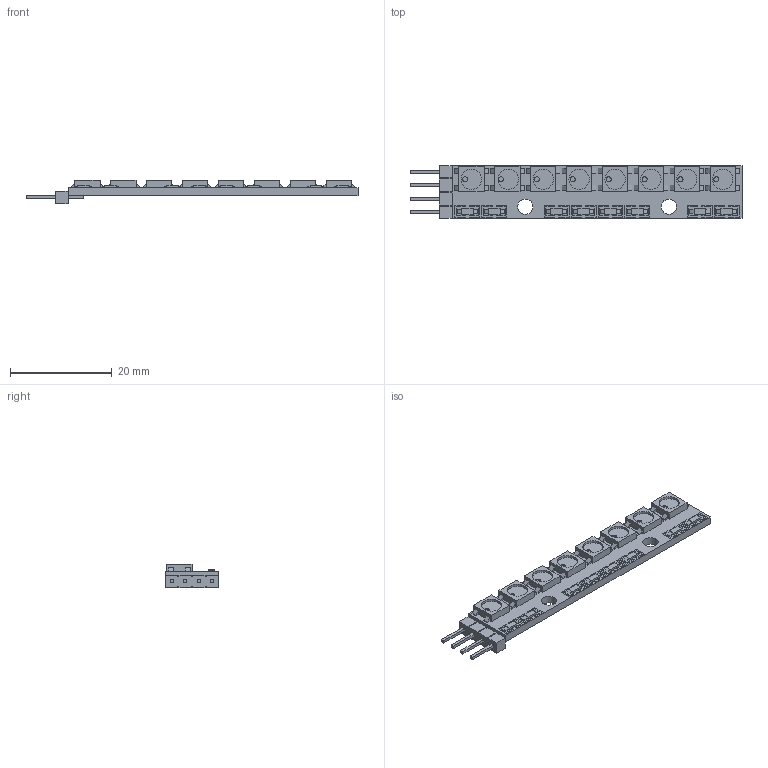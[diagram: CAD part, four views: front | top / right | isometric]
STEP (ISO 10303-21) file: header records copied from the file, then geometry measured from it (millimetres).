
FILE_DESCRIPTION(/* description */ (''),/* implementation_level */ '2;1');
FILE_NAME(/* name */ 'WS2812B-8.step',/* time_stamp */ '2019-06-21T15:44:25+02:00',/* author */ (''),/* organization */ (''),/* preprocessor_version */ 'ST-DEVELOPER v18',/* originating_system */ 'Autodesk Translation Framework v8.2.0.1029',/* authorisation */ '');
FILE_SCHEMA (('AUTOMOTIVE_DESIGN { 1 0 10303 214 3 1 1 }'));
Length unit declared in the file: millimetre
Products named in the file (1): (Unsaved)
Bounding box: 65.4 x 10.4 x 4.65 mm (x, y, z)
Volume: 1275.7 mm3; surface area: 1907.9 mm2
Topology: 1 solids, 1 shells, 1084 faces, 3075 edges, 2092 vertices
Faces by surface type: plane 642, bspline 424, cylinder 18
Full cylindrical faces by diameter (mm): 1 x8, 3 x2, 4 x8
Entity records: 39348 total; most frequent: CARTESIAN_POINT 13460, ORIENTED_EDGE 6150, DIRECTION 3585, EDGE_CURVE 3075, LINE 2191, VECTOR 2191, VERTEX_POINT 2092, EDGE_LOOP 1187
